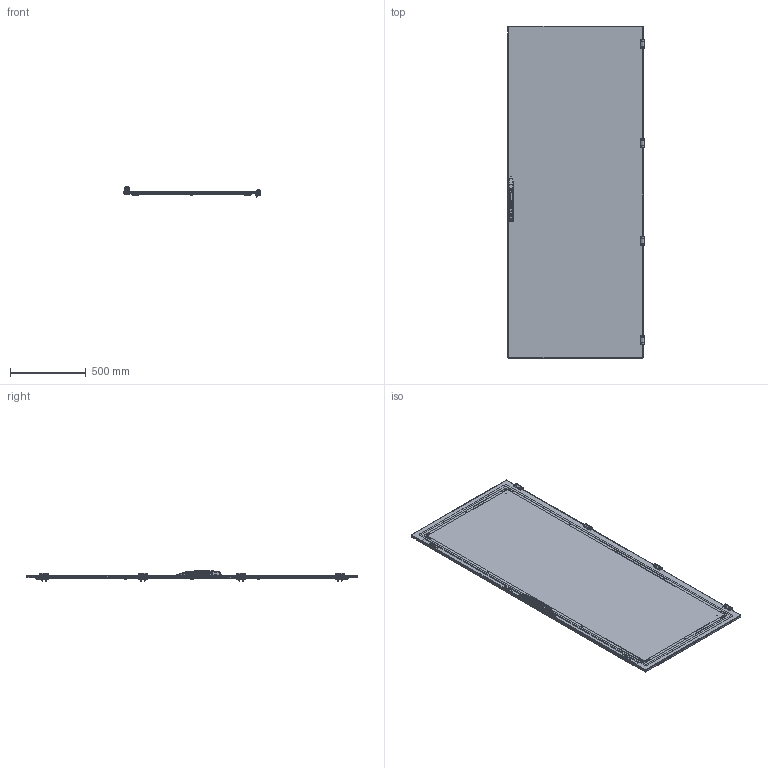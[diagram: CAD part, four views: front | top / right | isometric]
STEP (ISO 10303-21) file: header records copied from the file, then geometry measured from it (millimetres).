
FILE_DESCRIPTION (( 'STEP AP214' ), '1' );
FILE_NAME ('604.922.STEP', '2024-09-17T06:31:22', ( '' ), ( '' ), 'SwSTEP 2.0', 'SolidWorks 2021', '' );
FILE_SCHEMA (( 'AUTOMOTIVE_DESIGN' ));
Length unit declared in the file: millimetre
Products named in the file (37): 867-7.step; 837-1_1.step; 867-5.step; 嵑謺麃 2; Ãàéêà Ì6 äëÿ øïèëüêè; Øïèëüêà ïðèâàðíàÿ Ì6õ25; 项蜞轫铋 忤眚 DIN 7991 󊬱6; PT-M5X10.step; Äâåðíîå ïîëîòíî ÌÊ-20 W900H2200; 867-6.step; 867-2.step; 867-1_3.step; MS867-003.step; Ãàñêåòèíã äâåðè W900H2200; CL213-3; Âèíò Ì5õ10 ìåáåëüíûé; 950.104 Ðó÷êà.step; MS867-002.step; MS867_________ASM.step; 604.922; Çàãëóøêà òÿãè; ﾒ聰 ﾌﾊ-20 H2200; 嵑謺麃 1; 鎗鵻罻; Øïèëüêà ïðèâàðíàÿ Ì6õ16; MS867-004.step; 837-1_2.step; _______ASM.step; Øïèëüêà ïðèâàðíàÿ Ì6õ10; MS867-001.step; CT-M6X8.step; 867-4.step; Äâåðíîé ïðîôèëü ÌÊ 20 W900; 867-3.step; Óãîëîê äâåðíîé; Äâåðíîé ïðîôèëü ÌÊ 20 Í2200; 嵑謺麃 CL213-3
Assembly tree (84 placements, depth 5):
  604.922
    Äâåðíîå ïîëîòíî ÌÊ-20 W900H2200
    Ãàñêåòèíã äâåðè W900H2200
    Äâåðíîé ïðîôèëü ÌÊ 20 Í2200  x2
    Äâåðíîé ïðîôèëü ÌÊ 20 W900  x2
    ﾒ聰 ﾌﾊ-20 H2200
    Øïèëüêà ïðèâàðíàÿ Ì6õ16  x2
    Øïèëüêà ïðèâàðíàÿ Ì6õ25  x16
    Øïèëüêà ïðèâàðíàÿ Ì6õ10  x4
    Çàãëóøêà òÿãè  x4
    Óãîëîê äâåðíîé  x4
    Ãàéêà Ì6 äëÿ øïèëüêè  x16
    950.104 Ðó÷êà.step
      MS867_________ASM.step
        _______ASM.step
          MS867-002.step
          MS867-003.step
          867-7.step
          867-5.step
          867-6.step
        MS867-001.step
        MS867-004.step
      867-2.step
      867-3.step
      867-4.step
      PT-M5X10.step
      CT-M6X8.step
      837-1_1.step
      837-1_2.step
      867-1_3.step  x2
    CL213-3  x4
      嵑謺麃 CL213-3
        鎗鵻罻
        嵑謺麃 1
        嵑謺麃 2
      项蜞轫铋 忤眚 DIN 7991 󊬱6
      Âèíò Ì5õ10 ìåáåëüíûé
Bounding box: 897.9 x 2190 x 67.56 mm (x, y, z)
Volume: 5410286.1 mm3; surface area: 5344455.6 mm2
Topology: 97 solids, 97 shells, 5058 faces, 13575 edges, 8726 vertices
Faces by surface type: cylinder 2402, plane 1903, cone 378, bspline 291, torus 70, sphere 14
Entity records: 92183 total; most frequent: CARTESIAN_POINT 34183, ORIENTED_EDGE 12222, DIRECTION 11047, EDGE_CURVE 6111, AXIS2_PLACEMENT_3D 4130, VERTEX_POINT 3952, EDGE_LOOP 2837, LINE 2787
